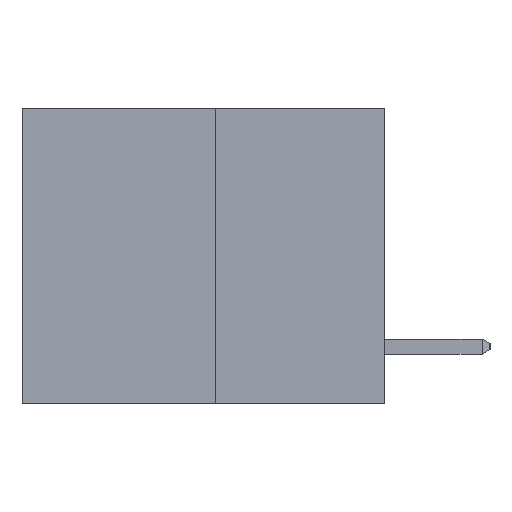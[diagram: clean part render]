
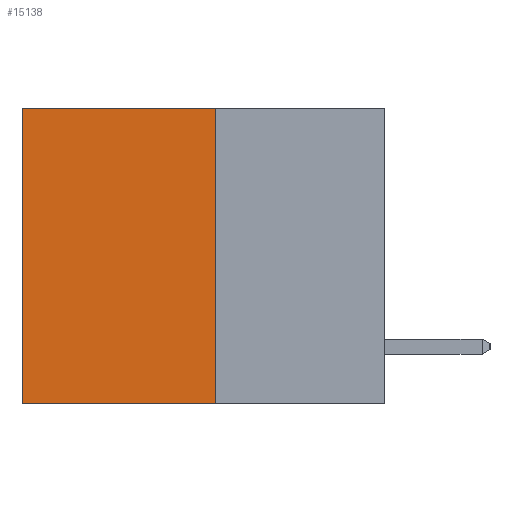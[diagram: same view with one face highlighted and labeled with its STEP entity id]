
A CAD part, left-side view. The second image highlights one B-rep face of the part: STEP entity #15138.
In plain terms, the highlighted planar face has unit normal (-1, 0, 0).
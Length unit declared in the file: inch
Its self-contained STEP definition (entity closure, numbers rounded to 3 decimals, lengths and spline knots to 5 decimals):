
#376 = DIRECTION ( 'NONE',  ( 1., 0., 0. ) ) ;
#1300 = DIRECTION ( 'NONE',  ( 0., 0., -1. ) ) ;
#1339 = AXIS2_PLACEMENT_3D ( 'NONE', #20339, #376, #2044 ) ;
#1998 = ORIENTED_EDGE ( 'NONE', *, *, #11589, .T. ) ;
#2044 = DIRECTION ( 'NONE',  ( 0., 0., -1. ) ) ;
#2431 = EDGE_CURVE ( 'NONE', #12979, #13248, #10079, .T. ) ;
#3192 = LINE ( 'NONE', #14472, #14265 ) ;
#4018 = VERTEX_POINT ( 'NONE', #6857 ) ;
#4213 = DIRECTION ( 'NONE',  ( 0., 0., -1. ) ) ;
#5023 = VECTOR ( 'NONE', #14698, 39.37008 ) ;
#5076 = CARTESIAN_POINT ( 'NONE',  ( 0.3165, 0.28, 0. ) ) ;
#5545 = LINE ( 'NONE', #5076, #5023 ) ;
#6857 = CARTESIAN_POINT ( 'NONE',  ( 0.3165, 0.6, -0.49 ) ) ;
#7820 = VERTEX_POINT ( 'NONE', #10710 ) ;
#7976 = ORIENTED_EDGE ( 'NONE', *, *, #8415, .T. ) ;
#8116 = ORIENTED_EDGE ( 'NONE', *, *, #11482, .F. ) ;
#8415 = EDGE_CURVE ( 'NONE', #7820, #4018, #17741, .T. ) ;
#8651 = ORIENTED_EDGE ( 'NONE', *, *, #2431, .F. ) ;
#8818 = PLANE ( 'NONE',  #1339 ) ;
#10079 = LINE ( 'NONE', #15937, #11884 ) ;
#10710 = CARTESIAN_POINT ( 'NONE',  ( 0.3165, 0.6, 0. ) ) ;
#11482 = EDGE_CURVE ( 'NONE', #13248, #4018, #3192, .T. ) ;
#11585 = VECTOR ( 'NONE', #4213, 39.37008 ) ;
#11589 = EDGE_CURVE ( 'NONE', #12979, #7820, #5545, .T. ) ;
#11884 = VECTOR ( 'NONE', #1300, 39.37008 ) ;
#12816 = EDGE_LOOP ( 'NONE', ( #7976, #8116, #8651, #1998 ) ) ;
#12979 = VERTEX_POINT ( 'NONE', #14374 ) ;
#13248 = VERTEX_POINT ( 'NONE', #14719 ) ;
#14055 = CARTESIAN_POINT ( 'NONE',  ( 0.3165, 0.6, -0.49 ) ) ;
#14265 = VECTOR ( 'NONE', #19288, 39.37008 ) ;
#14374 = CARTESIAN_POINT ( 'NONE',  ( 0.3165, 0.28, 0. ) ) ;
#14472 = CARTESIAN_POINT ( 'NONE',  ( 0.3165, 0.28, -0.49 ) ) ;
#14698 = DIRECTION ( 'NONE',  ( 0., 1., 0. ) ) ;
#14719 = CARTESIAN_POINT ( 'NONE',  ( 0.3165, 0.28, -0.49 ) ) ;
#14721 = FACE_OUTER_BOUND ( 'NONE', #12816, .T. ) ;
#15138 = ADVANCED_FACE ( 'NONE', ( #14721 ), #8818, .F. ) ;
#15937 = CARTESIAN_POINT ( 'NONE',  ( 0.3165, 0.28, -0.49 ) ) ;
#17741 = LINE ( 'NONE', #14055, #11585 ) ;
#19288 = DIRECTION ( 'NONE',  ( 0., 1., 0. ) ) ;
#20339 = CARTESIAN_POINT ( 'NONE',  ( 0.3165, 0.28, -0.49 ) ) ;
